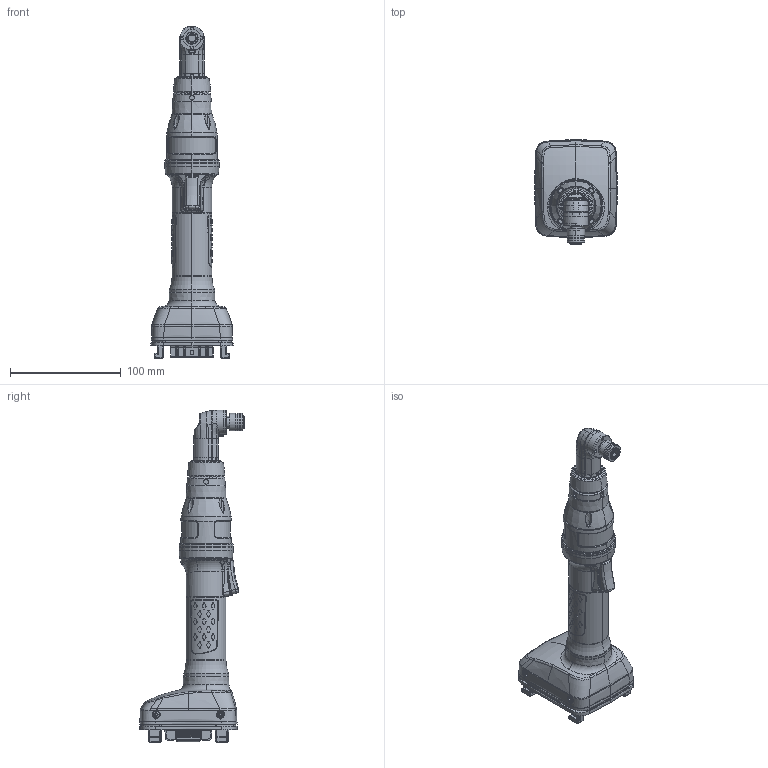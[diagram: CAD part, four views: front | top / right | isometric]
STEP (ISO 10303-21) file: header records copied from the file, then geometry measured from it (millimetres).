
FILE_DESCRIPTION((''),'2;1');
FILE_NAME('EXT_COMP_SW0066','2021-08-27T17:30:52',('INEVDh'),(''),'CREO PARAMETRIC BY PTC INC, 2020281','CREO PARAMETRIC BY PTC INC, 2020281','');
FILE_SCHEMA(('CONFIG_CONTROL_DESIGN'));
Length unit declared in the file: inch
Products named in the file (1): EXT_COMP_SW0066
Bounding box: 74.45 x 95 x 300.3 mm (x, y, z)
Volume: 472084.7 mm3; surface area: 70938.4 mm2
Topology: 3 solids, 10 shells, 4655 faces, 11584 edges, 7055 vertices
Faces by surface type: cylinder 1354, plane 1309, bspline 1271, extrusion 288, torus 158, sphere 145, cone 126, revolution 4
Entity records: 242608 total; most frequent: CARTESIAN_POINT 142611, ORIENTED_EDGE 23158, DIRECTION 17053, EDGE_CURVE 11579, VERTEX_POINT 7055, AXIS2_PLACEMENT_3D 5917, VECTOR 5215, LINE 4927
